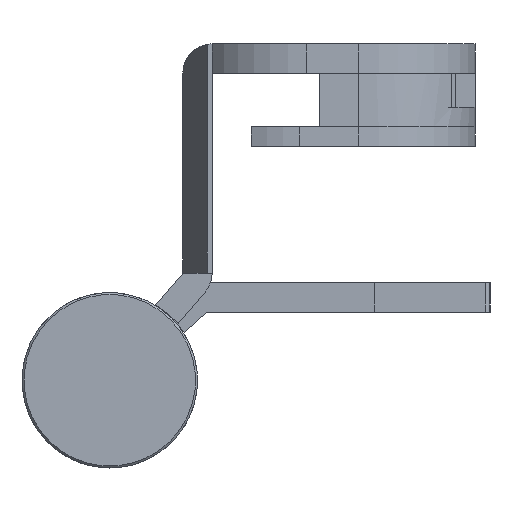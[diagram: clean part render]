
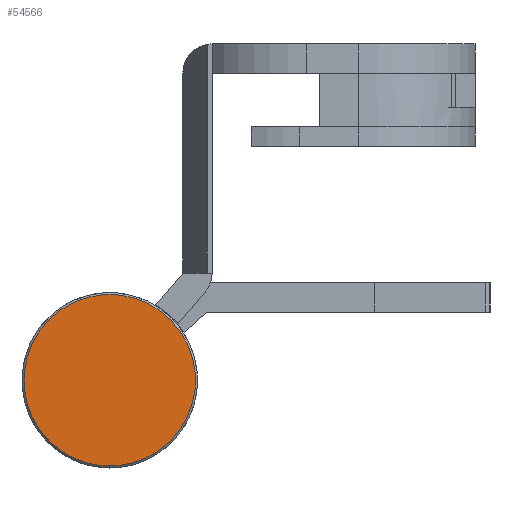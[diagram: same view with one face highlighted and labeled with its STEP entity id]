
A CAD part, left-side view. The second image highlights one B-rep face of the part: STEP entity #54566.
In plain terms, the highlighted face is planar.
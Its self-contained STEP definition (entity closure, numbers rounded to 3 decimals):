
#127 = ORIENTED_EDGE ( 'NONE', *, *, #25155, .F. ) ;
#759 = DIRECTION ( 'NONE',  ( -1., 0., 0. ) ) ;
#1395 = VERTEX_POINT ( 'NONE', #19979 ) ;
#11186 = DIRECTION ( 'NONE',  ( 0., 0., 1. ) ) ;
#11458 = DIRECTION ( 'NONE',  ( -1., 0., 0. ) ) ;
#16709 = EDGE_CURVE ( 'NONE', #1395, #32343, #29330, .T. ) ;
#17940 = PLANE ( 'NONE',  #36351 ) ;
#19979 = CARTESIAN_POINT ( 'NONE',  ( 37., 0., 8.8 ) ) ;
#21662 = EDGE_LOOP ( 'NONE', ( #25099, #127 ) ) ;
#25099 = ORIENTED_EDGE ( 'NONE', *, *, #16709, .F. ) ;
#25155 = EDGE_CURVE ( 'NONE', #32343, #1395, #38846, .T. ) ;
#26226 = CARTESIAN_POINT ( 'NONE',  ( 37., 0., 0. ) ) ;
#26408 = FACE_OUTER_BOUND ( 'NONE', #21662, .T. ) ;
#28909 = CARTESIAN_POINT ( 'NONE',  ( 37., 0., -8.8 ) ) ;
#29330 = CIRCLE ( 'NONE', #33866, 8.8 ) ;
#30363 = DIRECTION ( 'NONE',  ( 0., 0., 1. ) ) ;
#32343 = VERTEX_POINT ( 'NONE', #28909 ) ;
#33451 = AXIS2_PLACEMENT_3D ( 'NONE', #40602, #11458, #11186 ) ;
#33866 = AXIS2_PLACEMENT_3D ( 'NONE', #26226, #759, #42869 ) ;
#35187 = CARTESIAN_POINT ( 'NONE',  ( 37., 8.8, 0. ) ) ;
#36351 = AXIS2_PLACEMENT_3D ( 'NONE', #35187, #39955, #30363 ) ;
#38846 = CIRCLE ( 'NONE', #33451, 8.8 ) ;
#39955 = DIRECTION ( 'NONE',  ( -1., 0., 0. ) ) ;
#40602 = CARTESIAN_POINT ( 'NONE',  ( 37., 0., 0. ) ) ;
#42869 = DIRECTION ( 'NONE',  ( 0., 0., 1. ) ) ;
#54566 = ADVANCED_FACE ( 'NONE', ( #26408 ), #17940, .F. ) ;
